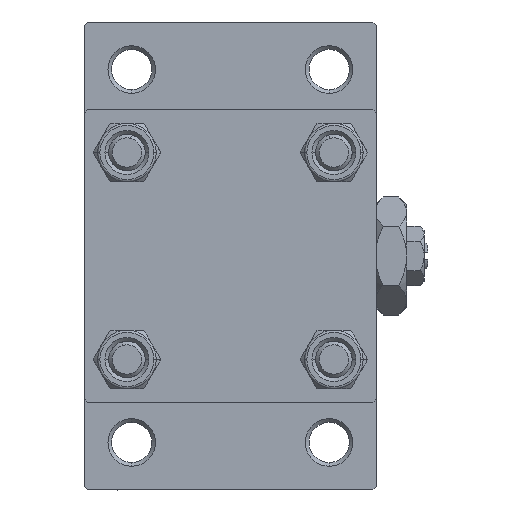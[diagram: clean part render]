
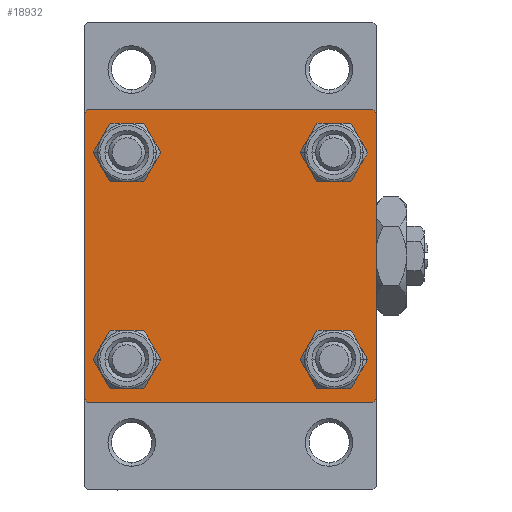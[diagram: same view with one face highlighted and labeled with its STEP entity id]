
A CAD part, left-side view. The second image highlights one B-rep face of the part: STEP entity #18932.
In plain terms, the highlighted planar face has unit normal (-1, 0, 0).
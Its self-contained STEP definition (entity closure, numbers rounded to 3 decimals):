
#50 = ORIENTED_EDGE ( 'NONE', *, *, #33283, .T. ) ;
#263 = CARTESIAN_POINT ( 'NONE',  ( 0., -20., -19.5 ) ) ;
#547 = VERTEX_POINT ( 'NONE', #16763 ) ;
#903 = VERTEX_POINT ( 'NONE', #263 ) ;
#1069 = CARTESIAN_POINT ( 'NONE',  ( 0., 19.75, 19.75 ) ) ;
#1436 = ORIENTED_EDGE ( 'NONE', *, *, #15867, .T. ) ;
#1476 = LINE ( 'NONE', #8677, #44493 ) ;
#1726 = VERTEX_POINT ( 'NONE', #33944 ) ;
#2010 = VERTEX_POINT ( 'NONE', #38583 ) ;
#2210 = CARTESIAN_POINT ( 'NONE',  ( 0., 20., -19.5 ) ) ;
#2314 = CIRCLE ( 'NONE', #6289, 3. ) ;
#2466 = DIRECTION ( 'NONE',  ( 1., 0., 0. ) ) ;
#2520 = CIRCLE ( 'NONE', #12825, 3. ) ;
#3457 = DIRECTION ( 'NONE',  ( 0., 0., 1. ) ) ;
#4507 = CARTESIAN_POINT ( 'NONE',  ( 0., -14.15, 14.15 ) ) ;
#4682 = FACE_BOUND ( 'NONE', #16241, .T. ) ;
#5232 = VERTEX_POINT ( 'NONE', #31915 ) ;
#5529 = EDGE_LOOP ( 'NONE', ( #1436, #9588 ) ) ;
#5698 = LINE ( 'NONE', #27476, #5739 ) ;
#5739 = VECTOR ( 'NONE', #42576, 1000. ) ;
#6038 = DIRECTION ( 'NONE',  ( 0., -0.707, -0.707 ) ) ;
#6163 = VERTEX_POINT ( 'NONE', #40315 ) ;
#6289 = AXIS2_PLACEMENT_3D ( 'NONE', #42526, #23702, #18676 ) ;
#6306 = EDGE_LOOP ( 'NONE', ( #35067, #10437, #40064, #45122, #23481, #18713, #21785, #7452 ) ) ;
#6536 = CIRCLE ( 'NONE', #48389, 3. ) ;
#7179 = DIRECTION ( 'NONE',  ( 1., 0., 0. ) ) ;
#7452 = ORIENTED_EDGE ( 'NONE', *, *, #18263, .T. ) ;
#8304 = VECTOR ( 'NONE', #31633, 1000. ) ;
#8543 = ORIENTED_EDGE ( 'NONE', *, *, #9380, .T. ) ;
#8677 = CARTESIAN_POINT ( 'NONE',  ( 0., 20., 20. ) ) ;
#9380 = EDGE_CURVE ( 'NONE', #1726, #5232, #2520, .T. ) ;
#9588 = ORIENTED_EDGE ( 'NONE', *, *, #37666, .T. ) ;
#9828 = ORIENTED_EDGE ( 'NONE', *, *, #23395, .T. ) ;
#9977 = AXIS2_PLACEMENT_3D ( 'NONE', #42297, #30682, #23478 ) ;
#10437 = ORIENTED_EDGE ( 'NONE', *, *, #21677, .T. ) ;
#10778 = EDGE_CURVE ( 'NONE', #36849, #25753, #5698, .T. ) ;
#10794 = EDGE_CURVE ( 'NONE', #37354, #25753, #1476, .T. ) ;
#11097 = AXIS2_PLACEMENT_3D ( 'NONE', #18389, #42052, #40663 ) ;
#11521 = CARTESIAN_POINT ( 'NONE',  ( 0., -14.15, 17.15 ) ) ;
#12490 = DIRECTION ( 'NONE',  ( 0., 0., 1. ) ) ;
#12825 = AXIS2_PLACEMENT_3D ( 'NONE', #19867, #35689, #35940 ) ;
#12897 = CARTESIAN_POINT ( 'NONE',  ( 0., 19.5, -20. ) ) ;
#13603 = CARTESIAN_POINT ( 'NONE',  ( 0., -14.15, -14.15 ) ) ;
#14614 = CARTESIAN_POINT ( 'NONE',  ( 0., -20., 19.5 ) ) ;
#15867 = EDGE_CURVE ( 'NONE', #40155, #547, #43021, .T. ) ;
#16241 = EDGE_LOOP ( 'NONE', ( #50, #8543 ) ) ;
#16260 = VECTOR ( 'NONE', #31650, 1000. ) ;
#16305 = VERTEX_POINT ( 'NONE', #2210 ) ;
#16541 = LINE ( 'NONE', #21232, #8304 ) ;
#16582 = DIRECTION ( 'NONE',  ( 0., -1., 0. ) ) ;
#16763 = CARTESIAN_POINT ( 'NONE',  ( 0., -14.15, 11.15 ) ) ;
#16780 = DIRECTION ( 'NONE',  ( 0., 0., -1. ) ) ;
#17685 = CARTESIAN_POINT ( 'NONE',  ( 0., -14.15, -17.15 ) ) ;
#17934 = EDGE_LOOP ( 'NONE', ( #36392, #46331 ) ) ;
#17938 = VECTOR ( 'NONE', #16780, 1000. ) ;
#18263 = EDGE_CURVE ( 'NONE', #37354, #6163, #34743, .T. ) ;
#18389 = CARTESIAN_POINT ( 'NONE',  ( 0., 14.15, -14.15 ) ) ;
#18560 = CARTESIAN_POINT ( 'NONE',  ( 0., 14.15, -14.15 ) ) ;
#18598 = DIRECTION ( 'NONE',  ( 1., 0., 0. ) ) ;
#18676 = DIRECTION ( 'NONE',  ( 0., 0., 1. ) ) ;
#18713 = ORIENTED_EDGE ( 'NONE', *, *, #10778, .T. ) ;
#18932 = ADVANCED_FACE ( 'NONE', ( #46011, #20021, #31162, #4682, #27924 ), #26960, .T. ) ;
#19867 = CARTESIAN_POINT ( 'NONE',  ( 0., 14.15, 14.15 ) ) ;
#20021 = FACE_BOUND ( 'NONE', #45657, .T. ) ;
#20481 = EDGE_CURVE ( 'NONE', #2010, #903, #16541, .T. ) ;
#20516 = LINE ( 'NONE', #23973, #16260 ) ;
#21232 = CARTESIAN_POINT ( 'NONE',  ( 0., -19.75, -19.75 ) ) ;
#21677 = EDGE_CURVE ( 'NONE', #16305, #47997, #31768, .T. ) ;
#21785 = ORIENTED_EDGE ( 'NONE', *, *, #10794, .F. ) ;
#21822 = CIRCLE ( 'NONE', #42386, 3. ) ;
#23343 = VECTOR ( 'NONE', #6038, 1000. ) ;
#23395 = EDGE_CURVE ( 'NONE', #42389, #30075, #36075, .T. ) ;
#23478 = DIRECTION ( 'NONE',  ( 0., 0., 1. ) ) ;
#23481 = ORIENTED_EDGE ( 'NONE', *, *, #44970, .F. ) ;
#23615 = EDGE_CURVE ( 'NONE', #30075, #42389, #21822, .T. ) ;
#23702 = DIRECTION ( 'NONE',  ( 1., 0., 0. ) ) ;
#23780 = CIRCLE ( 'NONE', #43544, 3. ) ;
#23973 = CARTESIAN_POINT ( 'NONE',  ( 0., 20., -20. ) ) ;
#24999 = AXIS2_PLACEMENT_3D ( 'NONE', #40882, #18598, #40637 ) ;
#25753 = VERTEX_POINT ( 'NONE', #41777 ) ;
#26737 = ORIENTED_EDGE ( 'NONE', *, *, #23615, .T. ) ;
#26960 = PLANE ( 'NONE',  #9977 ) ;
#27103 = DIRECTION ( 'NONE',  ( 1., 0., 0. ) ) ;
#27281 = CARTESIAN_POINT ( 'NONE',  ( 0., 14.15, -11.15 ) ) ;
#27476 = CARTESIAN_POINT ( 'NONE',  ( 0., -19.75, 19.75 ) ) ;
#27568 = CARTESIAN_POINT ( 'NONE',  ( 0., 19.75, -19.75 ) ) ;
#27758 = DIRECTION ( 'NONE',  ( 0., 0., 1. ) ) ;
#27924 = FACE_OUTER_BOUND ( 'NONE', #6306, .T. ) ;
#30075 = VERTEX_POINT ( 'NONE', #36045 ) ;
#30682 = DIRECTION ( 'NONE',  ( -1., 0., 0. ) ) ;
#31162 = FACE_BOUND ( 'NONE', #17934, .T. ) ;
#31511 = DIRECTION ( 'NONE',  ( 0., 0.707, -0.707 ) ) ;
#31633 = DIRECTION ( 'NONE',  ( 0., -0.707, 0.707 ) ) ;
#31650 = DIRECTION ( 'NONE',  ( 0., -1., 0. ) ) ;
#31768 = LINE ( 'NONE', #27568, #23343 ) ;
#31915 = CARTESIAN_POINT ( 'NONE',  ( 0., 14.15, 17.15 ) ) ;
#32145 = CARTESIAN_POINT ( 'NONE',  ( 0., -20., 20. ) ) ;
#33283 = EDGE_CURVE ( 'NONE', #5232, #1726, #2314, .T. ) ;
#33944 = CARTESIAN_POINT ( 'NONE',  ( 0., 14.15, 11.15 ) ) ;
#34337 = AXIS2_PLACEMENT_3D ( 'NONE', #46393, #27103, #12490 ) ;
#34623 = CARTESIAN_POINT ( 'NONE',  ( 0., 14.15, -17.15 ) ) ;
#34743 = LINE ( 'NONE', #1069, #42322 ) ;
#35067 = ORIENTED_EDGE ( 'NONE', *, *, #47479, .T. ) ;
#35385 = EDGE_CURVE ( 'NONE', #41679, #38568, #47429, .T. ) ;
#35689 = DIRECTION ( 'NONE',  ( 1., 0., 0. ) ) ;
#35940 = DIRECTION ( 'NONE',  ( 0., 0., 1. ) ) ;
#36045 = CARTESIAN_POINT ( 'NONE',  ( 0., -14.15, -11.15 ) ) ;
#36075 = CIRCLE ( 'NONE', #24999, 3. ) ;
#36392 = ORIENTED_EDGE ( 'NONE', *, *, #35385, .T. ) ;
#36849 = VERTEX_POINT ( 'NONE', #14614 ) ;
#37354 = VERTEX_POINT ( 'NONE', #40927 ) ;
#37666 = EDGE_CURVE ( 'NONE', #547, #40155, #23780, .T. ) ;
#37760 = LINE ( 'NONE', #32145, #43927 ) ;
#38568 = VERTEX_POINT ( 'NONE', #34623 ) ;
#38583 = CARTESIAN_POINT ( 'NONE',  ( 0., -19.5, -20. ) ) ;
#39315 = LINE ( 'NONE', #39805, #17938 ) ;
#39805 = CARTESIAN_POINT ( 'NONE',  ( 0., 20., 20. ) ) ;
#40064 = ORIENTED_EDGE ( 'NONE', *, *, #44916, .T. ) ;
#40074 = DIRECTION ( 'NONE',  ( 0., 0., -1. ) ) ;
#40155 = VERTEX_POINT ( 'NONE', #11521 ) ;
#40315 = CARTESIAN_POINT ( 'NONE',  ( 0., 20., 19.5 ) ) ;
#40568 = EDGE_CURVE ( 'NONE', #38568, #41679, #6536, .T. ) ;
#40637 = DIRECTION ( 'NONE',  ( 0., 0., 1. ) ) ;
#40663 = DIRECTION ( 'NONE',  ( 0., 0., 1. ) ) ;
#40882 = CARTESIAN_POINT ( 'NONE',  ( 0., -14.15, -14.15 ) ) ;
#40927 = CARTESIAN_POINT ( 'NONE',  ( 0., 19.5, 20. ) ) ;
#41679 = VERTEX_POINT ( 'NONE', #27281 ) ;
#41777 = CARTESIAN_POINT ( 'NONE',  ( 0., -19.5, 20. ) ) ;
#42052 = DIRECTION ( 'NONE',  ( 1., 0., 0. ) ) ;
#42297 = CARTESIAN_POINT ( 'NONE',  ( 0., 0., 0. ) ) ;
#42322 = VECTOR ( 'NONE', #31511, 1000. ) ;
#42386 = AXIS2_PLACEMENT_3D ( 'NONE', #13603, #2466, #42815 ) ;
#42389 = VERTEX_POINT ( 'NONE', #17685 ) ;
#42526 = CARTESIAN_POINT ( 'NONE',  ( 0., 14.15, 14.15 ) ) ;
#42576 = DIRECTION ( 'NONE',  ( 0., 0.707, 0.707 ) ) ;
#42815 = DIRECTION ( 'NONE',  ( 0., 0., 1. ) ) ;
#43021 = CIRCLE ( 'NONE', #34337, 3. ) ;
#43544 = AXIS2_PLACEMENT_3D ( 'NONE', #4507, #46567, #27758 ) ;
#43927 = VECTOR ( 'NONE', #40074, 1000. ) ;
#44493 = VECTOR ( 'NONE', #16582, 1000. ) ;
#44916 = EDGE_CURVE ( 'NONE', #47997, #2010, #20516, .T. ) ;
#44970 = EDGE_CURVE ( 'NONE', #36849, #903, #37760, .T. ) ;
#45122 = ORIENTED_EDGE ( 'NONE', *, *, #20481, .T. ) ;
#45657 = EDGE_LOOP ( 'NONE', ( #26737, #9828 ) ) ;
#46011 = FACE_BOUND ( 'NONE', #5529, .T. ) ;
#46331 = ORIENTED_EDGE ( 'NONE', *, *, #40568, .T. ) ;
#46393 = CARTESIAN_POINT ( 'NONE',  ( 0., -14.15, 14.15 ) ) ;
#46567 = DIRECTION ( 'NONE',  ( 1., 0., 0. ) ) ;
#47429 = CIRCLE ( 'NONE', #11097, 3. ) ;
#47479 = EDGE_CURVE ( 'NONE', #6163, #16305, #39315, .T. ) ;
#47997 = VERTEX_POINT ( 'NONE', #12897 ) ;
#48389 = AXIS2_PLACEMENT_3D ( 'NONE', #18560, #7179, #3457 ) ;
